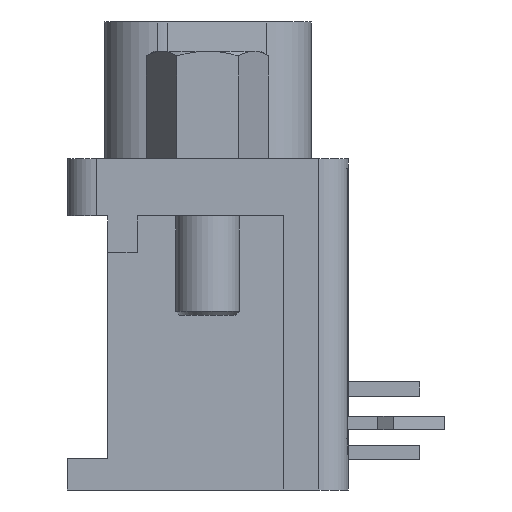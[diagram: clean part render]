
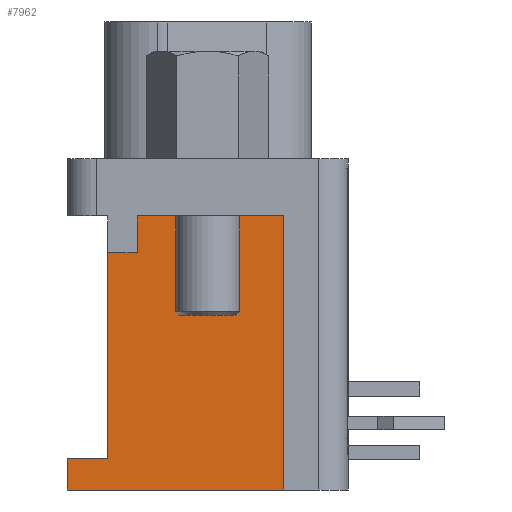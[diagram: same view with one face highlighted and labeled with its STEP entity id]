
A CAD part, left-side view. The second image highlights one B-rep face of the part: STEP entity #7962.
In plain terms, the highlighted planar face has unit normal (-1, 0, 0).
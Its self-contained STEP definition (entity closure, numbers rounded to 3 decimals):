
#3426=VERTEX_POINT('',#9637);
#4030=VERTEX_POINT('',#10298);
#4532=VERTEX_POINT('',#10880);
#4798=EDGE_CURVE('',#5254,#6708,#11165,.T.);
#5254=VERTEX_POINT('',#11678);
#5328=EDGE_CURVE('',#7650,#8486,#11755,.T.);
#5694=EDGE_CURVE('',#4030,#5254,#12161,.T.);
#6274=EDGE_CURVE('',#8486,#3426,#12804,.T.);
#6620=EDGE_CURVE('',#7016,#4030,#13193,.T.);
#6708=VERTEX_POINT('',#13289);
#7016=VERTEX_POINT('',#13668);
#7032=EDGE_CURVE('',#3426,#4532,#13686,.T.);
#7424=EDGE_CURVE('',#4532,#6708,#14114,.T.);
#7650=VERTEX_POINT('',#14367);
#7962=ADVANCED_FACE('',(#14712),#14713,.F.);
#8486=VERTEX_POINT('',#15318);
#8778=EDGE_CURVE('',#7650,#7016,#15636,.T.);
#9637=CARTESIAN_POINT('',(-28.65,6.275,-13.4));
#10298=CARTESIAN_POINT('',(-28.65,3.15,-2.56));
#10880=CARTESIAN_POINT('',(-28.65,4.45,-13.4));
#11165=LINE('',#18823,#18824);
#11678=CARTESIAN_POINT('',(-28.65,3.15,-4.2));
#11755=LINE('',#19675,#19676);
#12161=LINE('',#20232,#20233);
#12804=LINE('',#21134,#21135);
#13193=LINE('',#21672,#21673);
#13289=CARTESIAN_POINT('',(-28.65,4.45,-4.2));
#13668=CARTESIAN_POINT('',(-28.65,-3.4,-2.56));
#13686=LINE('',#22407,#22408);
#14114=LINE('',#23007,#23008);
#14367=CARTESIAN_POINT('',(-28.65,-3.4,-14.8));
#14712=FACE_OUTER_BOUND('',#23871,.T.);
#14713=PLANE('',#23872);
#15318=CARTESIAN_POINT('',(-28.65,6.275,-14.8));
#15636=LINE('',#25119,#25120);
#18823=CARTESIAN_POINT('',(-28.65,3.15,-4.2));
#18824=VECTOR('',#27844,1.0);
#19675=CARTESIAN_POINT('',(-28.65,0.73,-14.8));
#19676=VECTOR('',#28470,1.0);
#20232=CARTESIAN_POINT('',(-28.65,3.15,-2.56));
#20233=VECTOR('',#28912,1.0);
#21134=CARTESIAN_POINT('',(-28.65,6.275,-12.549));
#21135=VECTOR('',#29608,1.0);
#21672=CARTESIAN_POINT('',(-28.65,-3.4,-2.56));
#21673=VECTOR('',#30076,1.0);
#22407=CARTESIAN_POINT('',(-28.65,4.205,-13.4));
#22408=VECTOR('',#30716,1.0);
#23007=CARTESIAN_POINT('',(-28.65,4.45,-9.139));
#23008=VECTOR('',#31127,1.0);
#23871=EDGE_LOOP('',(#31793,#31794,#31795,#31796,#31797,#31798,#31799,#31800));
#23872=AXIS2_PLACEMENT_3D('',#31801,#31802,#31803);
#25119=CARTESIAN_POINT('',(-28.65,-3.4,-2.56));
#25120=VECTOR('',#32890,1.0);
#27844=DIRECTION('',(0.0,1.0,0.0));
#28470=DIRECTION('',(0.0,1.0,0.0));
#28912=DIRECTION('',(0.,0.,-1.0));
#29608=DIRECTION('',(0.,0.,1.0));
#30076=DIRECTION('',(0.,1.0,0.));
#30716=DIRECTION('',(0.0,-1.0,0.0));
#31127=DIRECTION('',(0.,0.0,1.0));
#31793=ORIENTED_EDGE('',*,*,#5328,.F.);
#31794=ORIENTED_EDGE('',*,*,#8778,.T.);
#31795=ORIENTED_EDGE('',*,*,#6620,.T.);
#31796=ORIENTED_EDGE('',*,*,#5694,.T.);
#31797=ORIENTED_EDGE('',*,*,#4798,.T.);
#31798=ORIENTED_EDGE('',*,*,#7424,.F.);
#31799=ORIENTED_EDGE('',*,*,#7032,.F.);
#31800=ORIENTED_EDGE('',*,*,#6274,.F.);
#31801=CARTESIAN_POINT('',(-28.65,1.46,-10.297));
#31802=DIRECTION('',(1.0,0.,0.));
#31803=DIRECTION('',(0.0,0.,1.0));
#32890=DIRECTION('',(0.,0.,1.0));
